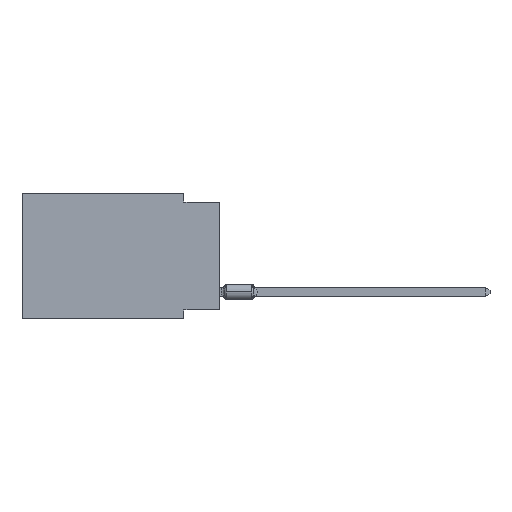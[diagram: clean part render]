
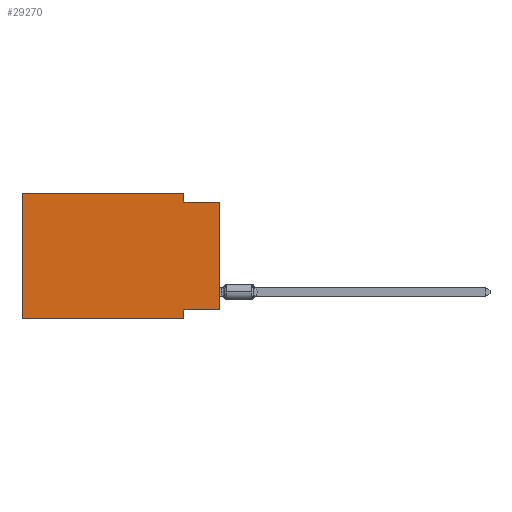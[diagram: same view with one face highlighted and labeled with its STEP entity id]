
A CAD part, left-side view. The second image highlights one B-rep face of the part: STEP entity #29270.
In plain terms, the highlighted planar face has unit normal (-1, 0, 0).
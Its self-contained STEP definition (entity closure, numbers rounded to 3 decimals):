
#150 = DIRECTION ( 'NONE',  ( 0., -1., 0. ) ) ;
#361 = VERTEX_POINT ( 'NONE', #935 ) ;
#534 = CARTESIAN_POINT ( 'NONE',  ( 0., 13.97, 0. ) ) ;
#685 = VERTEX_POINT ( 'NONE', #2420 ) ;
#935 = CARTESIAN_POINT ( 'NONE',  ( 0., 2.54, -0.635 ) ) ;
#1992 = CARTESIAN_POINT ( 'NONE',  ( 0., 13.97, 0. ) ) ;
#2323 = VERTEX_POINT ( 'NONE', #27392 ) ;
#2420 = CARTESIAN_POINT ( 'NONE',  ( 0., 13.97, -8.89 ) ) ;
#2445 = VERTEX_POINT ( 'NONE', #26035 ) ;
#3177 = EDGE_CURVE ( 'NONE', #14454, #23879, #13882, .T. ) ;
#3225 = DIRECTION ( 'NONE',  ( 0., 0., -1. ) ) ;
#3843 = EDGE_CURVE ( 'NONE', #685, #2323, #25200, .T. ) ;
#4047 = DIRECTION ( 'NONE',  ( 0., -1., 0. ) ) ;
#4082 = ORIENTED_EDGE ( 'NONE', *, *, #17358, .F. ) ;
#4635 = DIRECTION ( 'NONE',  ( 0., 0., 1. ) ) ;
#5842 = VECTOR ( 'NONE', #4047, 1000. ) ;
#5861 = DIRECTION ( 'NONE',  ( 1., 0., 0. ) ) ;
#7008 = EDGE_CURVE ( 'NONE', #685, #23879, #12641, .T. ) ;
#7229 = CARTESIAN_POINT ( 'NONE',  ( 0., 0., -8.255 ) ) ;
#7693 = VECTOR ( 'NONE', #3225, 1000. ) ;
#8075 = VECTOR ( 'NONE', #8320, 1000. ) ;
#8320 = DIRECTION ( 'NONE',  ( 0., -1., 0. ) ) ;
#8596 = ORIENTED_EDGE ( 'NONE', *, *, #22970, .F. ) ;
#9810 = CARTESIAN_POINT ( 'NONE',  ( 0., 0., 0. ) ) ;
#10873 = VERTEX_POINT ( 'NONE', #25879 ) ;
#11412 = VECTOR ( 'NONE', #14997, 1000. ) ;
#12641 = LINE ( 'NONE', #20330, #23607 ) ;
#13882 = LINE ( 'NONE', #16377, #7693 ) ;
#14161 = CARTESIAN_POINT ( 'NONE',  ( 0., 2.54, 0. ) ) ;
#14362 = LINE ( 'NONE', #26899, #5842 ) ;
#14454 = VERTEX_POINT ( 'NONE', #27682 ) ;
#14569 = LINE ( 'NONE', #7229, #27915 ) ;
#14956 = VECTOR ( 'NONE', #4635, 1000. ) ;
#14997 = DIRECTION ( 'NONE',  ( 0., 0., 1. ) ) ;
#16377 = CARTESIAN_POINT ( 'NONE',  ( 0., 2.54, -8.89 ) ) ;
#17061 = DIRECTION ( 'NONE',  ( 0., 1., 0. ) ) ;
#17332 = LINE ( 'NONE', #25518, #25539 ) ;
#17358 = EDGE_CURVE ( 'NONE', #23168, #361, #17332, .T. ) ;
#18235 = ORIENTED_EDGE ( 'NONE', *, *, #28996, .F. ) ;
#18451 = ORIENTED_EDGE ( 'NONE', *, *, #30634, .F. ) ;
#18522 = ORIENTED_EDGE ( 'NONE', *, *, #25569, .T. ) ;
#20330 = CARTESIAN_POINT ( 'NONE',  ( 0., 13.97, -8.89 ) ) ;
#20349 = DIRECTION ( 'NONE',  ( 0., 0., -1. ) ) ;
#21062 = PLANE ( 'NONE',  #27863 ) ;
#21326 = ORIENTED_EDGE ( 'NONE', *, *, #3177, .F. ) ;
#22192 = CARTESIAN_POINT ( 'NONE',  ( 0., 2.54, -8.89 ) ) ;
#22231 = EDGE_LOOP ( 'NONE', ( #18522, #8596, #4082, #18451, #22442, #32809, #21326, #18235 ) ) ;
#22442 = ORIENTED_EDGE ( 'NONE', *, *, #3843, .F. ) ;
#22970 = EDGE_CURVE ( 'NONE', #361, #2445, #28523, .T. ) ;
#23168 = VERTEX_POINT ( 'NONE', #14161 ) ;
#23607 = VECTOR ( 'NONE', #150, 1000. ) ;
#23719 = FACE_OUTER_BOUND ( 'NONE', #22231, .T. ) ;
#23879 = VERTEX_POINT ( 'NONE', #22192 ) ;
#24051 = DIRECTION ( 'NONE',  ( 0., 0., -1. ) ) ;
#25200 = LINE ( 'NONE', #1992, #11412 ) ;
#25518 = CARTESIAN_POINT ( 'NONE',  ( 0., 2.54, 0. ) ) ;
#25539 = VECTOR ( 'NONE', #20349, 1000. ) ;
#25569 = EDGE_CURVE ( 'NONE', #10873, #2445, #27489, .T. ) ;
#25879 = CARTESIAN_POINT ( 'NONE',  ( 0., 0., -8.255 ) ) ;
#26035 = CARTESIAN_POINT ( 'NONE',  ( 0., 0., -0.635 ) ) ;
#26899 = CARTESIAN_POINT ( 'NONE',  ( 0., 13.97, 0. ) ) ;
#27392 = CARTESIAN_POINT ( 'NONE',  ( 0., 13.97, 0. ) ) ;
#27489 = LINE ( 'NONE', #9810, #14956 ) ;
#27682 = CARTESIAN_POINT ( 'NONE',  ( 0., 2.54, -8.255 ) ) ;
#27863 = AXIS2_PLACEMENT_3D ( 'NONE', #534, #5861, #24051 ) ;
#27915 = VECTOR ( 'NONE', #17061, 1000. ) ;
#28523 = LINE ( 'NONE', #31500, #8075 ) ;
#28996 = EDGE_CURVE ( 'NONE', #10873, #14454, #14569, .T. ) ;
#29270 = ADVANCED_FACE ( 'NONE', ( #23719 ), #21062, .F. ) ;
#30634 = EDGE_CURVE ( 'NONE', #2323, #23168, #14362, .T. ) ;
#31500 = CARTESIAN_POINT ( 'NONE',  ( 0., 0., -0.635 ) ) ;
#32809 = ORIENTED_EDGE ( 'NONE', *, *, #7008, .T. ) ;
